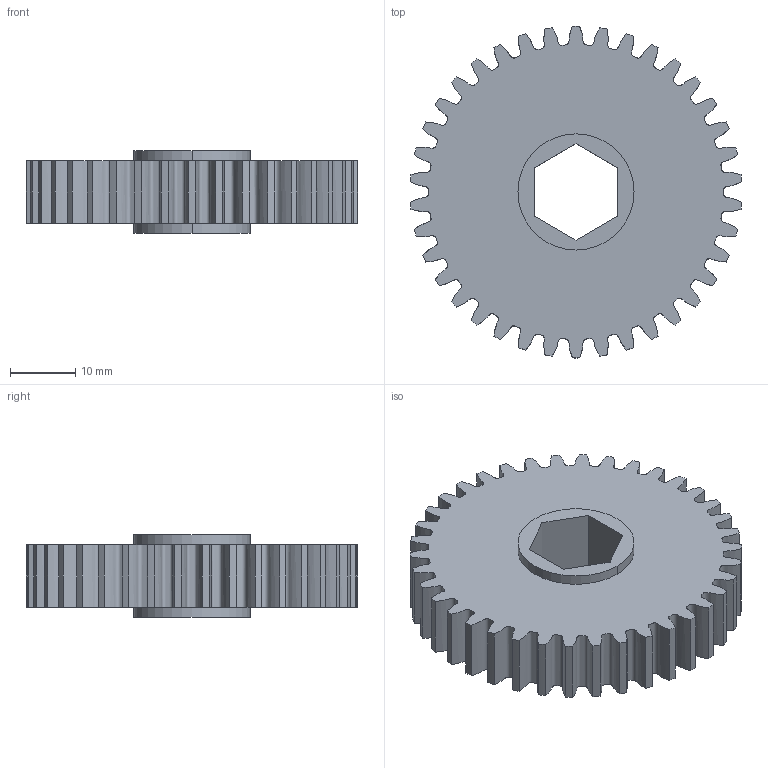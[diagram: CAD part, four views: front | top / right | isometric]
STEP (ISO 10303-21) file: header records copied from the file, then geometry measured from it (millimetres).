
FILE_DESCRIPTION (( 'STEP AP214' ), '1' );
FILE_NAME ('217-5471-001 Rev1.STEP', '2016-08-25T21:03:04', ( '' ), ( '' ), 'SwSTEP 2.0', 'SolidWorks 2015', '' );
FILE_SCHEMA (( 'AUTOMOTIVE_DESIGN' ));
Length unit declared in the file: millimetre
Products named in the file (1): 217-5471-001 Rev1
Bounding box: 50.71 x 50.8 x 12.6 mm (x, y, z)
Volume: 16834.7 mm3; surface area: 6999.6 mm2
Topology: 1 solids, 1 shells, 90 faces, 258 edges, 172 vertices
Faces by surface type: cylinder 42, bspline 38, plane 10
Entity records: 14632 total; most frequent: CARTESIAN_POINT 12415, ORIENTED_EDGE 516, DIRECTION 372, EDGE_CURVE 258, VERTEX_POINT 172, AXIS2_PLACEMENT_3D 137, VECTOR 98, LINE 98
